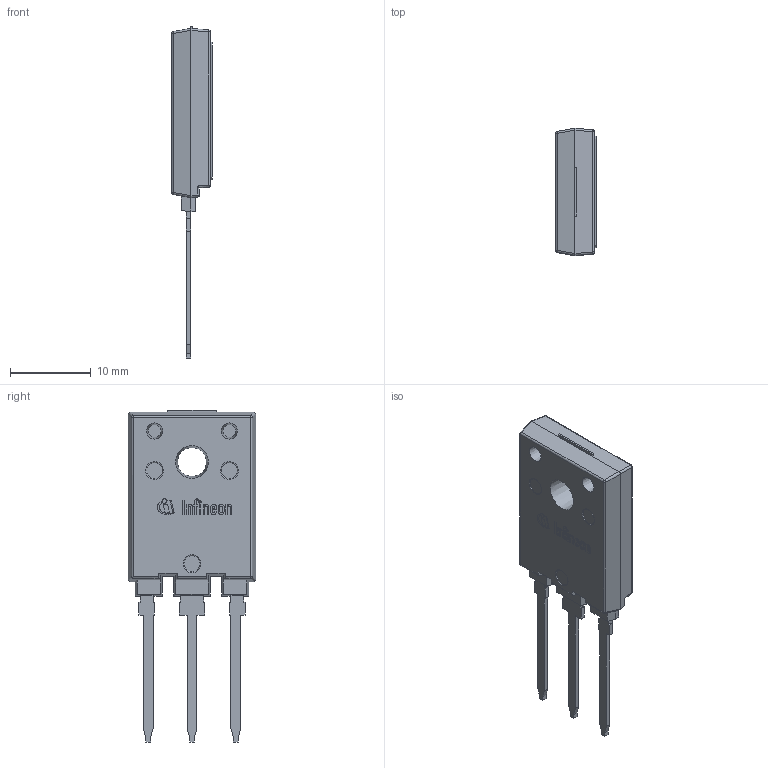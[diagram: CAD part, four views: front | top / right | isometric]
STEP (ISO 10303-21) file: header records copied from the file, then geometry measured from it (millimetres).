
FILE_DESCRIPTION(/* description */ (''),/* implementation_level */ '2;1');
FILE_NAME(/* name */ 'PG-HSIP247-3-2_Z8B00188108_V01_3D.stp',/* time_stamp */ '2019-06-12T15:28:09+06:00',/* author */ ('janartha'),/* organization */ (''),/* preprocessor_version */ 'ST-DEVELOPER v16.13',/* originating_system */ 'AutoCAD Mechanical',/* authorisation */ '');
FILE_SCHEMA (('AUTOMOTIVE_DESIGN { 1 0 10303 214 3 1 1 }'));
Length unit declared in the file: millimetre
Products named in the file (1): Product
Bounding box: 5.05 x 15.8 x 41.21 mm (x, y, z)
Volume: 1563.5 mm3; surface area: 1742.2 mm2
Topology: 18 solids, 18 shells, 270 faces, 658 edges, 429 vertices
Faces by surface type: plane 215, cylinder 26, bspline 18, sphere 5, torus 3, cone 3
Full cylindrical faces by diameter (mm): 0.289 x1, 0.58 x1, 5.8 x1
Entity records: 8025 total; most frequent: CARTESIAN_POINT 1775, ORIENTED_EDGE 1298, DIRECTION 1187, EDGE_CURVE 649, LINE 545, VECTOR 545, VERTEX_POINT 429, AXIS2_PLACEMENT_3D 321
